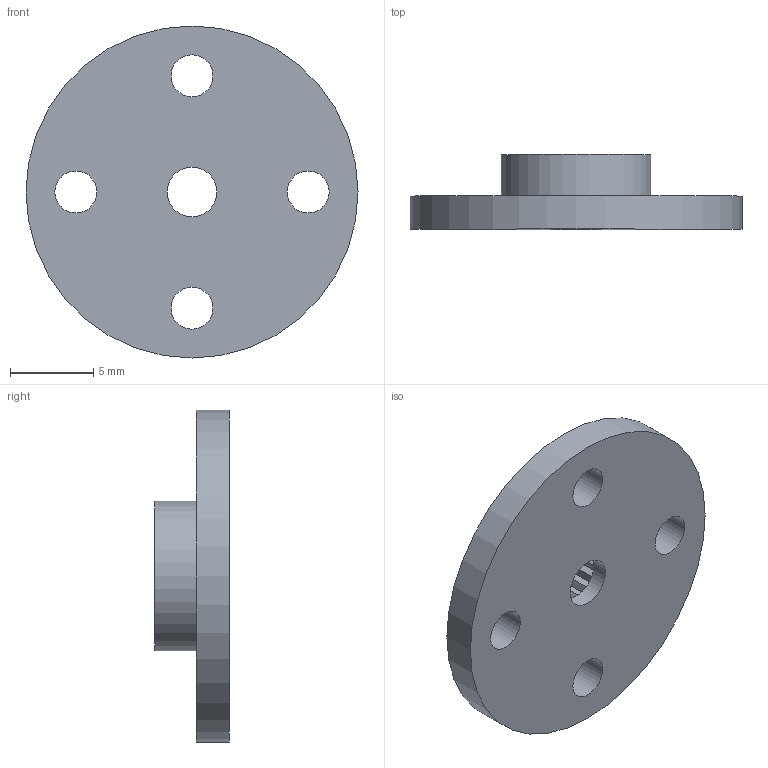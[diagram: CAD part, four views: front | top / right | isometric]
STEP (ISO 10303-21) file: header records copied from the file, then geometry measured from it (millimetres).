
FILE_DESCRIPTION(/* description */ (''),/* implementation_level */ '2;1');
FILE_NAME(/* name */ 'Servo horn v2.step',/* time_stamp */ '2022-03-09T19:37:53+01:00',/* author */ (''),/* organization */ (''),/* preprocessor_version */ 'ST-DEVELOPER v18.1',/* originating_system */ 'Autodesk Translation Framework v10.13.0.1454',/* authorisation */ '');
FILE_SCHEMA (('AUTOMOTIVE_DESIGN { 1 0 10303 214 3 1 1 }'));
Length unit declared in the file: millimetre
Products named in the file (1): Servo horn
Bounding box: 20 x 4.5 x 20 mm (x, y, z)
Volume: 649.6 mm3; surface area: 920.1 mm2
Topology: 1 solids, 1 shells, 61 faces, 171 edges, 114 vertices
Faces by surface type: plane 54, cylinder 7
Full cylindrical faces by diameter (mm): 2.529 x4, 3 x1, 9 x1, 20 x1
Entity records: 1992 total; most frequent: CARTESIAN_POINT 347, ORIENTED_EDGE 342, DIRECTION 309, EDGE_CURVE 171, LINE 157, VECTOR 157, VERTEX_POINT 114, AXIS2_PLACEMENT_3D 76
